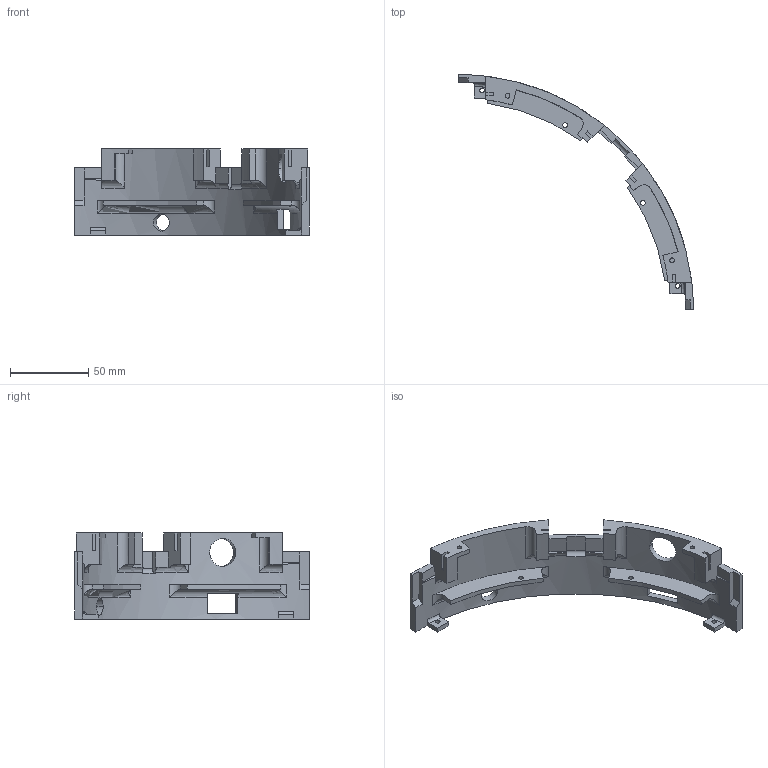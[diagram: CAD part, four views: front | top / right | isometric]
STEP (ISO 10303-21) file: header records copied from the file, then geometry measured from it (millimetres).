
FILE_DESCRIPTION (( 'STEP AP203' ), '1' );
FILE_NAME ('paroi_bouton.STEP', '2021-04-22T15:56:03', ( '' ), ( '' ), 'SwSTEP 2.0', 'SolidWorks 2019', '' );
FILE_SCHEMA (( 'CONFIG_CONTROL_DESIGN' ));
Length unit declared in the file: millimetre
Products named in the file (1): paroi_bouton
Bounding box: 150 x 150 x 55 mm (x, y, z)
Volume: 68909.4 mm3; surface area: 32905.9 mm2
Topology: 1 solids, 1 shells, 130 faces, 374 edges, 249 vertices
Faces by surface type: plane 83, cylinder 37, torus 8, cone 2
Entity records: 5026 total; most frequent: CARTESIAN_POINT 1457, ORIENTED_EDGE 748, DIRECTION 710, EDGE_CURVE 374, VERTEX_POINT 249, AXIS2_PLACEMENT_3D 239, VECTOR 232, LINE 232
